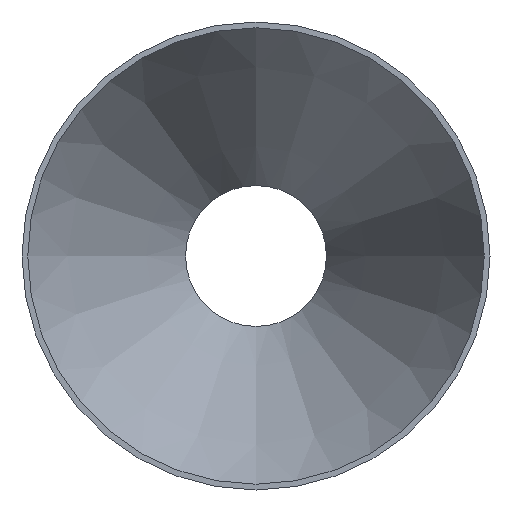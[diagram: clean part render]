
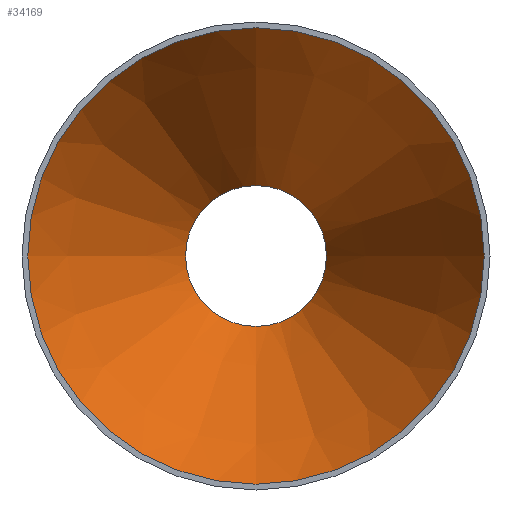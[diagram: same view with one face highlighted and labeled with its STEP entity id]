
A CAD part, front view. The second image highlights one B-rep face of the part: STEP entity #34169.
In plain terms, the highlighted conical face has half-angle 27.345 degrees and reference radius 133.123 mm.
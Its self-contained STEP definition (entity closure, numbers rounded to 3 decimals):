
#2 = ORIENTED_EDGE ( 'NONE', *, *, #26146, .T. ) ;
#328 = DIRECTION ( 'NONE',  ( 0., -1., 0. ) ) ;
#9457 = FACE_BOUND ( 'NONE', #14710, .T. ) ;
#13852 = CIRCLE ( 'NONE', #32612, 41.073 ) ;
#13976 = AXIS2_PLACEMENT_3D ( 'NONE', #39284, #22345, #18872 ) ;
#14710 = EDGE_LOOP ( 'NONE', ( #22215 ) ) ;
#17752 = VERTEX_POINT ( 'NONE', #31002 ) ;
#18872 = DIRECTION ( 'NONE',  ( 0., 0., -1. ) ) ;
#20966 = EDGE_LOOP ( 'NONE', ( #2 ) ) ;
#21585 = CARTESIAN_POINT ( 'NONE',  ( 0., 178., 0. ) ) ;
#22013 = DIRECTION ( 'NONE',  ( 0., -1., 0. ) ) ;
#22215 = ORIENTED_EDGE ( 'NONE', *, *, #30204, .F. ) ;
#22345 = DIRECTION ( 'NONE',  ( 0., -1., 0. ) ) ;
#24685 = VERTEX_POINT ( 'NONE', #38154 ) ;
#26146 = EDGE_CURVE ( 'NONE', #17752, #17752, #40329, .T. ) ;
#30204 = EDGE_CURVE ( 'NONE', #24685, #24685, #13852, .T. ) ;
#31002 = CARTESIAN_POINT ( 'NONE',  ( 0., 0., -133.123 ) ) ;
#32612 = AXIS2_PLACEMENT_3D ( 'NONE', #21585, #22013, #38324 ) ;
#34169 = ADVANCED_FACE ( 'NONE', ( #9457, #36412 ), #38182, .F. ) ;
#36201 = DIRECTION ( 'NONE',  ( 0., 0., -1. ) ) ;
#36412 = FACE_OUTER_BOUND ( 'NONE', #20966, .T. ) ;
#36811 = AXIS2_PLACEMENT_3D ( 'NONE', #36840, #328, #36201 ) ;
#36840 = CARTESIAN_POINT ( 'NONE',  ( 0., 0., 0. ) ) ;
#38154 = CARTESIAN_POINT ( 'NONE',  ( 0., 178., -41.073 ) ) ;
#38182 = CONICAL_SURFACE ( 'NONE', #36811, 133.123, 0.477 ) ;
#38324 = DIRECTION ( 'NONE',  ( 0., 0., -1. ) ) ;
#39284 = CARTESIAN_POINT ( 'NONE',  ( 0., 0., 0. ) ) ;
#40329 = CIRCLE ( 'NONE', #13976, 133.123 ) ;
